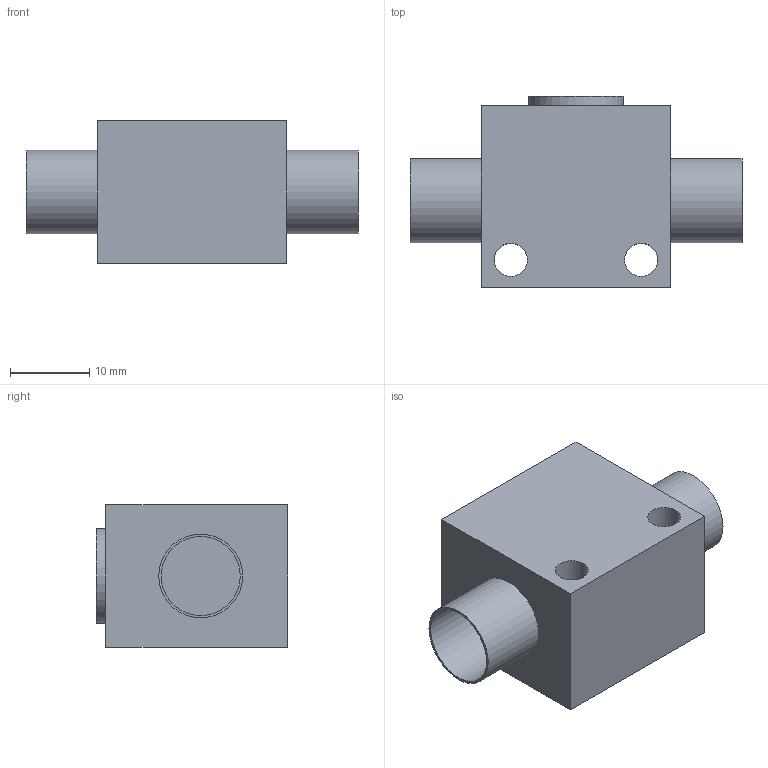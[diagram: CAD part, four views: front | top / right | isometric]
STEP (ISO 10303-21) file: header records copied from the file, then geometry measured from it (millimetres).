
FILE_DESCRIPTION(/* description */ (''),/* implementation_level */ '2;1');
FILE_NAME(/* name */ 'Body.ipt.step',/* time_stamp */ '2020-04-16T23:13:03-04:00',/* author */ ('Jordan'),/* organization */ (''),/* preprocessor_version */ 'ST-DEVELOPER v17',/* originating_system */ 'Autodesk Inventor 2019',/* authorisation */ '');
FILE_SCHEMA (('AUTOMOTIVE_DESIGN { 1 0 10303 214 3 1 1 }'));
Length unit declared in the file: millimetre
Products named in the file (1): Body
Bounding box: 42 x 24.2 x 18 mm (x, y, z)
Volume: 9119.4 mm3; surface area: 4677.1 mm2
Topology: 1 solids, 1 shells, 18 faces, 47 edges, 36 vertices
Faces by surface type: plane 11, cylinder 7
Full cylindrical faces by diameter (mm): 4.2 x2, 10 x2, 10.6 x2, 12 x1
Entity records: 638 total; most frequent: DIRECTION 113, CARTESIAN_POINT 102, ORIENTED_EDGE 94, EDGE_CURVE 47, AXIS2_PLACEMENT_3D 47, VERTEX_POINT 36, CIRCLE 28, EDGE_LOOP 27
